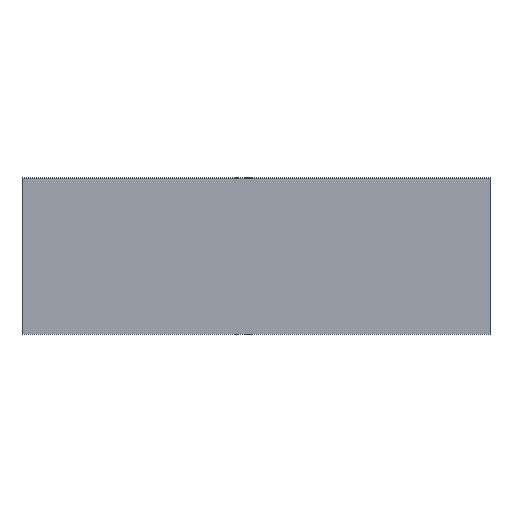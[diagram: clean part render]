
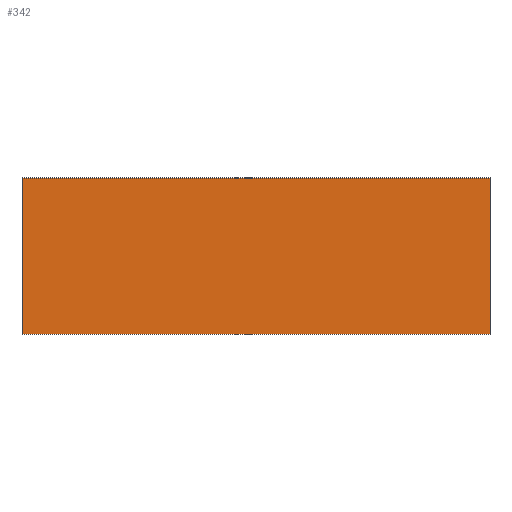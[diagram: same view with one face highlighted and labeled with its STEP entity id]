
A CAD part, front view. The second image highlights one B-rep face of the part: STEP entity #342.
In plain terms, the highlighted planar face has unit normal (0, -1, 0).
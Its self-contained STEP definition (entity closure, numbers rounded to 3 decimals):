
#12 = ORIENTED_EDGE ( 'NONE', *, *, #600, .F. ) ;
#18 = DIRECTION ( 'NONE',  ( 0., 0., 1. ) ) ;
#69 = ORIENTED_EDGE ( 'NONE', *, *, #157, .F. ) ;
#149 = CARTESIAN_POINT ( 'NONE',  ( -57.5, 47.5, 0. ) ) ;
#152 = CARTESIAN_POINT ( 'NONE',  ( -65., 47.5, 1.25 ) ) ;
#157 = EDGE_CURVE ( 'NONE', #285, #276, #488, .T. ) ;
#166 = FACE_OUTER_BOUND ( 'NONE', #437, .T. ) ;
#195 = VECTOR ( 'NONE', #18, 1000. ) ;
#205 = ORIENTED_EDGE ( 'NONE', *, *, #534, .T. ) ;
#225 = PLANE ( 'NONE',  #478 ) ;
#244 = LINE ( 'NONE', #257, #522 ) ;
#257 = CARTESIAN_POINT ( 'NONE',  ( -57.5, 47.5, 2.5 ) ) ;
#276 = VERTEX_POINT ( 'NONE', #565 ) ;
#285 = VERTEX_POINT ( 'NONE', #509 ) ;
#294 = CARTESIAN_POINT ( 'NONE',  ( -57.5, 47.5, 0. ) ) ;
#300 = DIRECTION ( 'NONE',  ( 0., 0., 1. ) ) ;
#319 = VECTOR ( 'NONE', #584, 1000. ) ;
#328 = DIRECTION ( 'NONE',  ( 0., -1., 0. ) ) ;
#341 = LINE ( 'NONE', #149, #195 ) ;
#342 = ADVANCED_FACE ( 'NONE', ( #166 ), #225, .T. ) ;
#348 = CARTESIAN_POINT ( 'NONE',  ( -57.5, 47.5, 0. ) ) ;
#384 = VERTEX_POINT ( 'NONE', #479 ) ;
#437 = EDGE_LOOP ( 'NONE', ( #69, #12, #577, #205 ) ) ;
#439 = LINE ( 'NONE', #348, #319 ) ;
#458 = VECTOR ( 'NONE', #300, 1000. ) ;
#474 = DIRECTION ( 'NONE',  ( 0., 0., -1. ) ) ;
#478 = AXIS2_PLACEMENT_3D ( 'NONE', #523, #328, #474 ) ;
#479 = CARTESIAN_POINT ( 'NONE',  ( -57.5, 47.5, 2.5 ) ) ;
#488 = LINE ( 'NONE', #152, #458 ) ;
#496 = VERTEX_POINT ( 'NONE', #294 ) ;
#509 = CARTESIAN_POINT ( 'NONE',  ( -65., 47.5, 0. ) ) ;
#522 = VECTOR ( 'NONE', #593, 1000. ) ;
#523 = CARTESIAN_POINT ( 'NONE',  ( -57.5, 47.5, 0. ) ) ;
#524 = EDGE_CURVE ( 'NONE', #496, #384, #341, .T. ) ;
#534 = EDGE_CURVE ( 'NONE', #384, #276, #244, .T. ) ;
#565 = CARTESIAN_POINT ( 'NONE',  ( -65., 47.5, 2.5 ) ) ;
#577 = ORIENTED_EDGE ( 'NONE', *, *, #524, .T. ) ;
#584 = DIRECTION ( 'NONE',  ( -1., 0., 0. ) ) ;
#593 = DIRECTION ( 'NONE',  ( -1., 0., 0. ) ) ;
#600 = EDGE_CURVE ( 'NONE', #496, #285, #439, .T. ) ;
